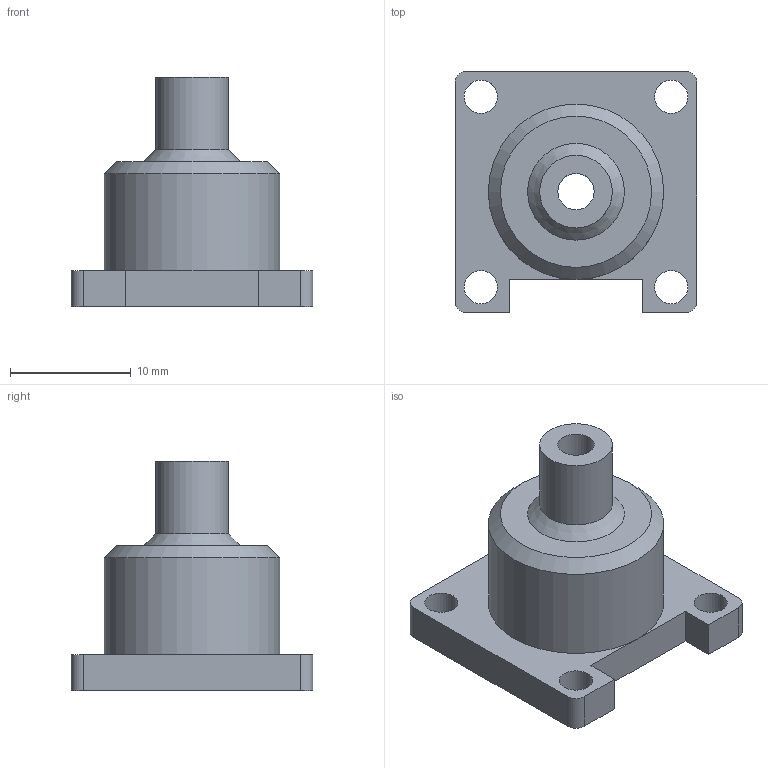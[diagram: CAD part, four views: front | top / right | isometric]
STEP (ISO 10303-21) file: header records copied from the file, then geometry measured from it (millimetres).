
FILE_DESCRIPTION(/* description */ (''),/* implementation_level */ '2;1');
FILE_NAME(/* name */ '96695c3a-e82b-4e12-bbab-4d4c92de6455.stp',/* time_stamp */ '2016-03-13T03:20:29+00:00',/* author */ (''),/* organization */ (''),/* preprocessor_version */ 'ST-DEVELOPER v16.2',/* originating_system */ 'Autodesk Translation Framework v4.3.0.3010',/* authorisation */ '');
FILE_SCHEMA (('AUTOMOTIVE_DESIGN { 1 0 10303 214 3 1 1 }'));
Length unit declared in the file: centimetre
Products named in the file (1): Vacum Gasket.f3d v5
Bounding box: 20 x 20 x 19 mm (x, y, z)
Volume: 2232.5 mm3; surface area: 1834.2 mm2
Topology: 1 solids, 1 shells, 28 faces, 73 edges, 47 vertices
Faces by surface type: plane 13, cylinder 12, cone 3
Full cylindrical faces by diameter (mm): 2.75 x4, 3 x1, 6 x1, 7 x1, 14.5 x1
Entity records: 827 total; most frequent: DIRECTION 142, CARTESIAN_POINT 131, ORIENTED_EDGE 116, EDGE_CURVE 58, AXIS2_PLACEMENT_3D 55, EDGE_LOOP 50, VERTEX_POINT 44, LINE 32
